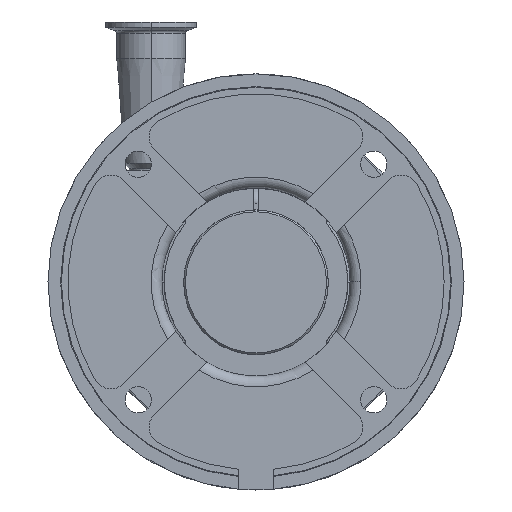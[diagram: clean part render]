
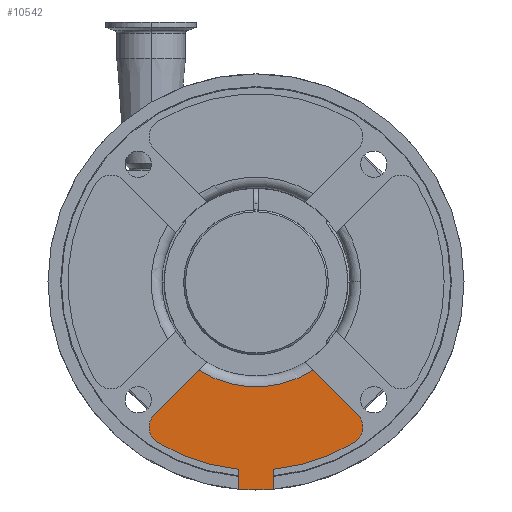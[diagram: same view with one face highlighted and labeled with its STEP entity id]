
A CAD part, top view. The second image highlights one B-rep face of the part: STEP entity #10542.
In plain terms, the highlighted planar face has unit normal (0, 0, 1).
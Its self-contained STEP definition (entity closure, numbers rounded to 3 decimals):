
#56 = CIRCLE ( 'NONE', #8408, 10. ) ;
#83 = VERTEX_POINT ( 'NONE', #11184 ) ;
#138 = CARTESIAN_POINT ( 'NONE',  ( -9.75, -114.586, 214.5 ) ) ;
#180 = ORIENTED_EDGE ( 'NONE', *, *, #10326, .T. ) ;
#263 = CARTESIAN_POINT ( 'NONE',  ( 9.75, -103.542, 214.5 ) ) ;
#502 = CIRCLE ( 'NONE', #7331, 115. ) ;
#771 = CARTESIAN_POINT ( 'NONE',  ( 9.75, -114.586, 214.5 ) ) ;
#778 = DIRECTION ( 'NONE',  ( 1., 0., 0. ) ) ;
#882 = VERTEX_POINT ( 'NONE', #7321 ) ;
#932 = DIRECTION ( 'NONE',  ( -0.707, 0.707, 0. ) ) ;
#978 = FACE_OUTER_BOUND ( 'NONE', #1723, .T. ) ;
#1411 = AXIS2_PLACEMENT_3D ( 'NONE', #3204, #6673, #2159 ) ;
#1723 = EDGE_LOOP ( 'NONE', ( #180, #3349, #10440, #5821, #7792, #9896, #10508, #9476, #6446, #10654, #7038 ) ) ;
#1782 = DIRECTION ( 'NONE',  ( -1., 0., 0. ) ) ;
#1824 = VERTEX_POINT ( 'NONE', #10254 ) ;
#1866 = DIRECTION ( 'NONE',  ( 0., 1., 0. ) ) ;
#2159 = DIRECTION ( 'NONE',  ( 1., 0., 0. ) ) ;
#2321 = CARTESIAN_POINT ( 'NONE',  ( -9.75, -114.586, 214.5 ) ) ;
#2542 = VECTOR ( 'NONE', #5257, 1000. ) ;
#2578 = VECTOR ( 'NONE', #11778, 1000. ) ;
#2604 = EDGE_CURVE ( 'NONE', #3304, #3189, #502, .T. ) ;
#2843 = VERTEX_POINT ( 'NONE', #9990 ) ;
#2991 = CIRCLE ( 'NONE', #6682, 10. ) ;
#3050 = CARTESIAN_POINT ( 'NONE',  ( 49.066, -80.178, 214.5 ) ) ;
#3189 = VERTEX_POINT ( 'NONE', #2321 ) ;
#3204 = CARTESIAN_POINT ( 'NONE',  ( 0., 0., 214.5 ) ) ;
#3304 = VERTEX_POINT ( 'NONE', #771 ) ;
#3349 = ORIENTED_EDGE ( 'NONE', *, *, #9563, .T. ) ;
#3685 = CARTESIAN_POINT ( 'NONE',  ( 0., 0., 214.5 ) ) ;
#3741 = VECTOR ( 'NONE', #932, 1000. ) ;
#3882 = CARTESIAN_POINT ( 'NONE',  ( -56.137, -73.107, 214.5 ) ) ;
#3906 = DIRECTION ( 'NONE',  ( 0., 0., 1. ) ) ;
#4063 = CARTESIAN_POINT ( 'NONE',  ( 59.066, -80.178, 214.5 ) ) ;
#4654 = DIRECTION ( 'NONE',  ( 0., 0., 1. ) ) ;
#4827 = VERTEX_POINT ( 'NONE', #3882 ) ;
#4841 = CARTESIAN_POINT ( 'NONE',  ( 0., 0., 214.5 ) ) ;
#4876 = DIRECTION ( 'NONE',  ( 1., 0., 0. ) ) ;
#5034 = CIRCLE ( 'NONE', #11995, 10. ) ;
#5204 = DIRECTION ( 'NONE',  ( 0., 0., -1. ) ) ;
#5257 = DIRECTION ( 'NONE',  ( -0.707, -0.707, 0. ) ) ;
#5471 = CIRCLE ( 'NONE', #11267, 104. ) ;
#5508 = AXIS2_PLACEMENT_3D ( 'NONE', #9991, #5204, #10719 ) ;
#5821 = ORIENTED_EDGE ( 'NONE', *, *, #6949, .T. ) ;
#6179 = VERTEX_POINT ( 'NONE', #263 ) ;
#6336 = DIRECTION ( 'NONE',  ( 0., 0., 1. ) ) ;
#6446 = ORIENTED_EDGE ( 'NONE', *, *, #11945, .T. ) ;
#6480 = CIRCLE ( 'NONE', #1411, 104. ) ;
#6537 = DIRECTION ( 'NONE',  ( 1., 0., 0. ) ) ;
#6673 = DIRECTION ( 'NONE',  ( 0., 0., 1. ) ) ;
#6682 = AXIS2_PLACEMENT_3D ( 'NONE', #3050, #3906, #4876 ) ;
#6737 = LINE ( 'NONE', #138, #11866 ) ;
#6949 = EDGE_CURVE ( 'NONE', #4827, #882, #5034, .T. ) ;
#7038 = ORIENTED_EDGE ( 'NONE', *, *, #11465, .T. ) ;
#7259 = CARTESIAN_POINT ( 'NONE',  ( -56.137, -73.107, 214.5 ) ) ;
#7321 = CARTESIAN_POINT ( 'NONE',  ( -54.285, -88.708, 214.5 ) ) ;
#7331 = AXIS2_PLACEMENT_3D ( 'NONE', #4841, #9265, #10241 ) ;
#7792 = ORIENTED_EDGE ( 'NONE', *, *, #10487, .T. ) ;
#8348 = CARTESIAN_POINT ( 'NONE',  ( -49.066, -80.178, 214.5 ) ) ;
#8364 = PLANE ( 'NONE',  #11845 ) ;
#8399 = CARTESIAN_POINT ( 'NONE',  ( 54.285, -88.708, 214.5 ) ) ;
#8402 = CARTESIAN_POINT ( 'NONE',  ( 49.066, -80.178, 214.5 ) ) ;
#8408 = AXIS2_PLACEMENT_3D ( 'NONE', #8402, #11121, #778 ) ;
#8432 = CARTESIAN_POINT ( 'NONE',  ( 27.292, -44.262, 214.5 ) ) ;
#8561 = VERTEX_POINT ( 'NONE', #10991 ) ;
#9024 = EDGE_CURVE ( 'NONE', #3189, #8561, #6737, .T. ) ;
#9167 = VERTEX_POINT ( 'NONE', #4063 ) ;
#9265 = DIRECTION ( 'NONE',  ( 0., 0., -1. ) ) ;
#9476 = ORIENTED_EDGE ( 'NONE', *, *, #9862, .F. ) ;
#9563 = EDGE_CURVE ( 'NONE', #2843, #1824, #10153, .T. ) ;
#9819 = CARTESIAN_POINT ( 'NONE',  ( 0., 0., 214.5 ) ) ;
#9862 = EDGE_CURVE ( 'NONE', #6179, #3304, #9914, .T. ) ;
#9896 = ORIENTED_EDGE ( 'NONE', *, *, #9024, .F. ) ;
#9914 = LINE ( 'NONE', #10705, #2578 ) ;
#9938 = VERTEX_POINT ( 'NONE', #8399 ) ;
#9990 = CARTESIAN_POINT ( 'NONE',  ( 31.64, -48.61, 214.5 ) ) ;
#9991 = CARTESIAN_POINT ( 'NONE',  ( 0., 0., 214.5 ) ) ;
#10153 = CIRCLE ( 'NONE', #5508, 58. ) ;
#10189 = LINE ( 'NONE', #8432, #3741 ) ;
#10235 = DIRECTION ( 'NONE',  ( 0., 0., 1. ) ) ;
#10241 = DIRECTION ( 'NONE',  ( 1., 0., 0. ) ) ;
#10254 = CARTESIAN_POINT ( 'NONE',  ( -31.64, -48.61, 214.5 ) ) ;
#10326 = EDGE_CURVE ( 'NONE', #83, #2843, #10189, .T. ) ;
#10440 = ORIENTED_EDGE ( 'NONE', *, *, #10784, .T. ) ;
#10487 = EDGE_CURVE ( 'NONE', #882, #8561, #5471, .T. ) ;
#10508 = ORIENTED_EDGE ( 'NONE', *, *, #2604, .F. ) ;
#10542 = ADVANCED_FACE ( 'NONE', ( #978 ), #8364, .T. ) ;
#10654 = ORIENTED_EDGE ( 'NONE', *, *, #11025, .T. ) ;
#10705 = CARTESIAN_POINT ( 'NONE',  ( 9.75, -103.542, 214.5 ) ) ;
#10719 = DIRECTION ( 'NONE',  ( 1., 0., 0. ) ) ;
#10784 = EDGE_CURVE ( 'NONE', #1824, #4827, #10881, .T. ) ;
#10881 = LINE ( 'NONE', #7259, #2542 ) ;
#10991 = CARTESIAN_POINT ( 'NONE',  ( -9.75, -103.542, 214.5 ) ) ;
#10998 = DIRECTION ( 'NONE',  ( -1., 0., 0. ) ) ;
#11025 = EDGE_CURVE ( 'NONE', #9938, #9167, #2991, .T. ) ;
#11121 = DIRECTION ( 'NONE',  ( 0., 0., 1. ) ) ;
#11184 = CARTESIAN_POINT ( 'NONE',  ( 56.137, -73.107, 214.5 ) ) ;
#11267 = AXIS2_PLACEMENT_3D ( 'NONE', #9819, #10235, #6537 ) ;
#11465 = EDGE_CURVE ( 'NONE', #9167, #83, #56, .T. ) ;
#11778 = DIRECTION ( 'NONE',  ( 0., -1., 0. ) ) ;
#11845 = AXIS2_PLACEMENT_3D ( 'NONE', #3685, #4654, #1782 ) ;
#11866 = VECTOR ( 'NONE', #1866, 1000. ) ;
#11945 = EDGE_CURVE ( 'NONE', #6179, #9938, #6480, .T. ) ;
#11995 = AXIS2_PLACEMENT_3D ( 'NONE', #8348, #6336, #10998 ) ;
